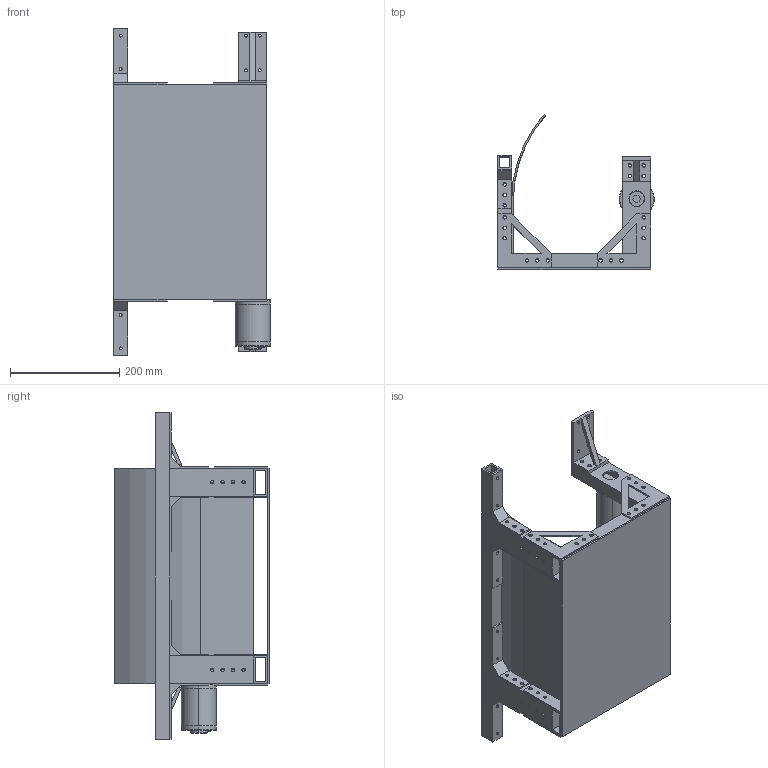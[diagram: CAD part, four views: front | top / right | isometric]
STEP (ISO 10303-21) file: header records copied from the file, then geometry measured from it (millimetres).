
FILE_DESCRIPTION (( 'STEP AP214' ), '1' );
FILE_NAME ('Manipulator.STEP', '2016-01-16T05:37:55', ( '' ), ( '' ), 'SwSTEP 2.0', 'SolidWorks 2015', '' );
FILE_SCHEMA (( 'AUTOMOTIVE_DESIGN' ));
Length unit declared in the file: inch
Products named in the file (14): L Bracket Front Manipulator; MiniCIM; 1-8 Bar Back of Ramp; Top Support Manipulator; 1-8 in top plate for ramp; Side Support Beam 23.5 in; FR8ZZ Hex Bearing; L Bracket 2; Spinner; Manipulator; Ramp; Manipulator Motor Support; L Bracket 3; L Bracket 1
Assembly tree (25 placements, depth 2):
  Manipulator
    Side Support Beam 23.5 in
    Manipulator Motor Support  x2
    Spinner
    Ramp
    1-8 Bar Back of Ramp  x2
    1-8 in top plate for ramp
    Top Support Manipulator  x2
    L Bracket 1  x4
    L Bracket 2  x2
    L Bracket 3  x4
    L Bracket Front Manipulator  x2
    FR8ZZ Hex Bearing  x2
    MiniCIM
Bounding box: 286 x 282.57 x 596.9 mm (x, y, z)
Volume: 2325473.1 mm3; surface area: 1124276.6 mm2
Topology: 24 solids, 26 shells, 699 faces, 1886 edges, 1244 vertices
Faces by surface type: cylinder 437, plane 232, cone 22, bspline 4, torus 4
Entity records: 13594 total; most frequent: CARTESIAN_POINT 2338, DIRECTION 2268, ORIENTED_EDGE 1968, EDGE_CURVE 986, AXIS2_PLACEMENT_3D 888, VERTEX_POINT 650, EDGE_LOOP 591, VECTOR 492
